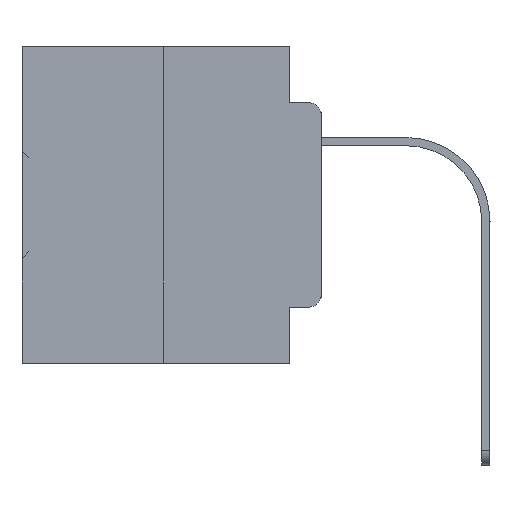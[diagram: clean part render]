
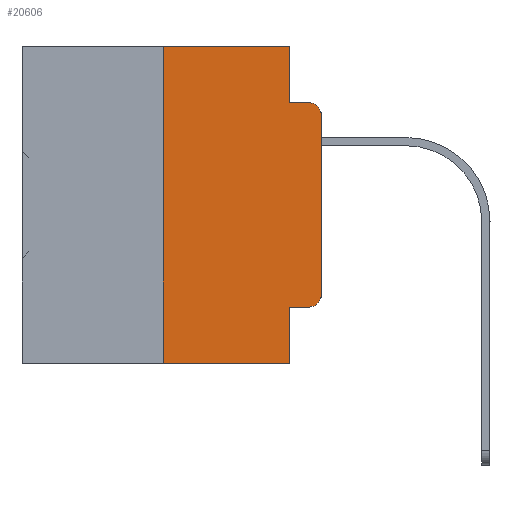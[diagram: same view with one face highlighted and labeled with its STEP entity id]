
A CAD part, left-side view. The second image highlights one B-rep face of the part: STEP entity #20606.
In plain terms, the highlighted planar face has unit normal (-1, 0, 0).
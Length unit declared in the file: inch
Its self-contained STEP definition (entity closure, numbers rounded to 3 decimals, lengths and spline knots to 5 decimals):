
#237 = VECTOR ( 'NONE', #16873, 39.37008 ) ;
#288 = VERTEX_POINT ( 'NONE', #24575 ) ;
#441 = LINE ( 'NONE', #3196, #23642 ) ;
#809 = VECTOR ( 'NONE', #25131, 39.37008 ) ;
#1739 = DIRECTION ( 'NONE',  ( 0., -1., 0. ) ) ;
#2206 = EDGE_CURVE ( 'NONE', #5167, #32639, #21613, .T. ) ;
#2379 = VERTEX_POINT ( 'NONE', #24204 ) ;
#2481 = VERTEX_POINT ( 'NONE', #30736 ) ;
#2943 = EDGE_CURVE ( 'NONE', #23247, #2379, #18748, .T. ) ;
#3130 = VERTEX_POINT ( 'NONE', #17191 ) ;
#3196 = CARTESIAN_POINT ( 'NONE',  ( 0., 0.051, 0. ) ) ;
#3427 = EDGE_CURVE ( 'NONE', #2481, #5622, #25148, .T. ) ;
#5089 = CARTESIAN_POINT ( 'NONE',  ( 0., 0.473, 0. ) ) ;
#5167 = VERTEX_POINT ( 'NONE', #27510 ) ;
#5251 = ORIENTED_EDGE ( 'NONE', *, *, #32708, .T. ) ;
#5622 = VERTEX_POINT ( 'NONE', #13957 ) ;
#6090 = DIRECTION ( 'NONE',  ( 1., 0., 0. ) ) ;
#6274 = DIRECTION ( 'NONE',  ( 0., 0., -1. ) ) ;
#6359 = DIRECTION ( 'NONE',  ( -1., 0., 0. ) ) ;
#6414 = ORIENTED_EDGE ( 'NONE', *, *, #7183, .F. ) ;
#7183 = EDGE_CURVE ( 'NONE', #288, #2379, #18935, .T. ) ;
#7196 = EDGE_LOOP ( 'NONE', ( #5251, #16051, #6414, #30976, #29894, #19775, #28961, #33891, #7426, #14561 ) ) ;
#7426 = ORIENTED_EDGE ( 'NONE', *, *, #30651, .T. ) ;
#11041 = CARTESIAN_POINT ( 'NONE',  ( 0., 0.051, -0.0885 ) ) ;
#11175 = LINE ( 'NONE', #22328, #22469 ) ;
#11607 = DIRECTION ( 'NONE',  ( 0., 0., -1. ) ) ;
#11958 = FACE_OUTER_BOUND ( 'NONE', #7196, .T. ) ;
#13152 = VECTOR ( 'NONE', #24776, 39.37008 ) ;
#13738 = DIRECTION ( 'NONE',  ( 0., 0., -1. ) ) ;
#13957 = CARTESIAN_POINT ( 'NONE',  ( 0., 0.051, 0. ) ) ;
#14014 = CARTESIAN_POINT ( 'NONE',  ( 0., 0.473, -0.5 ) ) ;
#14072 = CARTESIAN_POINT ( 'NONE',  ( 0., 0.02, -0.1085 ) ) ;
#14123 = VECTOR ( 'NONE', #36099, 39.37008 ) ;
#14390 = LINE ( 'NONE', #14014, #809 ) ;
#14561 = ORIENTED_EDGE ( 'NONE', *, *, #2206, .T. ) ;
#14785 = DIRECTION ( 'NONE',  ( 0., 0., -1. ) ) ;
#16051 = ORIENTED_EDGE ( 'NONE', *, *, #2943, .T. ) ;
#16379 = LINE ( 'NONE', #30619, #13152 ) ;
#16849 = DIRECTION ( 'NONE',  ( 0., 0., -1. ) ) ;
#16873 = DIRECTION ( 'NONE',  ( 0., 0., 1. ) ) ;
#16876 = CARTESIAN_POINT ( 'NONE',  ( 0., 0.473, 0. ) ) ;
#17191 = CARTESIAN_POINT ( 'NONE',  ( 0., 0.051, -0.4115 ) ) ;
#17883 = VERTEX_POINT ( 'NONE', #28007 ) ;
#18215 = CARTESIAN_POINT ( 'NONE',  ( 0., 0.051, -0.4115 ) ) ;
#18411 = LINE ( 'NONE', #18215, #35820 ) ;
#18748 = CIRCLE ( 'NONE', #30985, 0.02 ) ;
#18935 = LINE ( 'NONE', #11041, #30598 ) ;
#19775 = ORIENTED_EDGE ( 'NONE', *, *, #23622, .F. ) ;
#19802 = CARTESIAN_POINT ( 'NONE',  ( 0., 0.051, -0.5 ) ) ;
#20606 = ADVANCED_FACE ( 'NONE', ( #11958 ), #23098, .F. ) ;
#21613 = CIRCLE ( 'NONE', #34431, 0.02 ) ;
#22328 = CARTESIAN_POINT ( 'NONE',  ( 0., 0.051, 0. ) ) ;
#22469 = VECTOR ( 'NONE', #16849, 39.37008 ) ;
#23098 = PLANE ( 'NONE',  #34497 ) ;
#23247 = VERTEX_POINT ( 'NONE', #25205 ) ;
#23622 = EDGE_CURVE ( 'NONE', #17883, #2481, #16379, .T. ) ;
#23642 = VECTOR ( 'NONE', #11607, 39.37008 ) ;
#23667 = EDGE_CURVE ( 'NONE', #5622, #288, #441, .T. ) ;
#24204 = CARTESIAN_POINT ( 'NONE',  ( 0., 0.02, -0.0885 ) ) ;
#24575 = CARTESIAN_POINT ( 'NONE',  ( 0., 0.051, -0.0885 ) ) ;
#24776 = DIRECTION ( 'NONE',  ( 0., 0., 1. ) ) ;
#25131 = DIRECTION ( 'NONE',  ( 0., -1., 0. ) ) ;
#25148 = LINE ( 'NONE', #5089, #14123 ) ;
#25200 = DIRECTION ( 'NONE',  ( -1., 0., 0. ) ) ;
#25205 = CARTESIAN_POINT ( 'NONE',  ( 0., 0., -0.1085 ) ) ;
#27276 = VERTEX_POINT ( 'NONE', #19802 ) ;
#27510 = CARTESIAN_POINT ( 'NONE',  ( 0., 0.02, -0.4115 ) ) ;
#27994 = CARTESIAN_POINT ( 'NONE',  ( 0., 0., -0.3915 ) ) ;
#28007 = CARTESIAN_POINT ( 'NONE',  ( 0., 0.25, -0.5 ) ) ;
#28100 = EDGE_CURVE ( 'NONE', #17883, #27276, #14390, .T. ) ;
#28386 = CARTESIAN_POINT ( 'NONE',  ( 0., 0., 0. ) ) ;
#28557 = LINE ( 'NONE', #28386, #237 ) ;
#28961 = ORIENTED_EDGE ( 'NONE', *, *, #28100, .T. ) ;
#28982 = EDGE_CURVE ( 'NONE', #3130, #27276, #11175, .T. ) ;
#29894 = ORIENTED_EDGE ( 'NONE', *, *, #3427, .F. ) ;
#30410 = DIRECTION ( 'NONE',  ( 0., -1., 0. ) ) ;
#30598 = VECTOR ( 'NONE', #30410, 39.37008 ) ;
#30619 = CARTESIAN_POINT ( 'NONE',  ( 0., 0.25, 0. ) ) ;
#30651 = EDGE_CURVE ( 'NONE', #3130, #5167, #18411, .T. ) ;
#30736 = CARTESIAN_POINT ( 'NONE',  ( 0., 0.25, 0. ) ) ;
#30976 = ORIENTED_EDGE ( 'NONE', *, *, #23667, .F. ) ;
#30985 = AXIS2_PLACEMENT_3D ( 'NONE', #14072, #25200, #13738 ) ;
#31387 = CARTESIAN_POINT ( 'NONE',  ( 0., 0.02, -0.3915 ) ) ;
#32639 = VERTEX_POINT ( 'NONE', #27994 ) ;
#32708 = EDGE_CURVE ( 'NONE', #32639, #23247, #28557, .T. ) ;
#33891 = ORIENTED_EDGE ( 'NONE', *, *, #28982, .F. ) ;
#34431 = AXIS2_PLACEMENT_3D ( 'NONE', #31387, #6359, #14785 ) ;
#34497 = AXIS2_PLACEMENT_3D ( 'NONE', #16876, #6090, #6274 ) ;
#35820 = VECTOR ( 'NONE', #1739, 39.37008 ) ;
#36099 = DIRECTION ( 'NONE',  ( 0., -1., 0. ) ) ;
